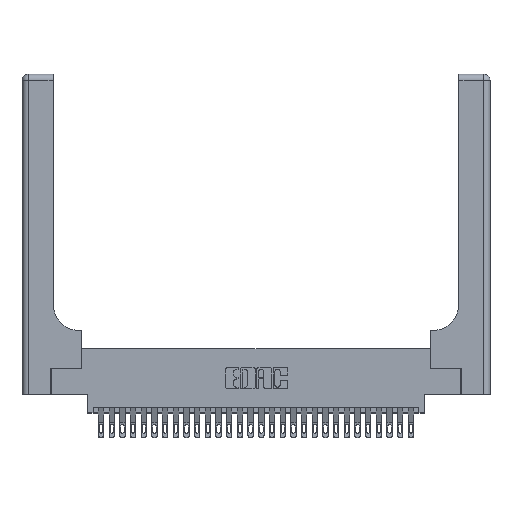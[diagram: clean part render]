
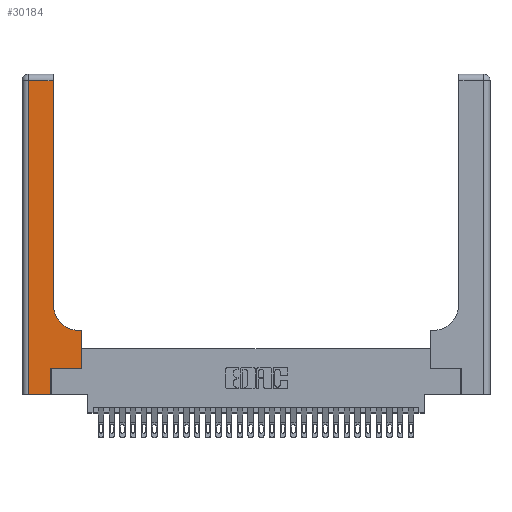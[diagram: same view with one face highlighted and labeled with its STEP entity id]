
A CAD part, top view. The second image highlights one B-rep face of the part: STEP entity #30184.
In plain terms, the highlighted planar face has unit normal (0, 0, 1).
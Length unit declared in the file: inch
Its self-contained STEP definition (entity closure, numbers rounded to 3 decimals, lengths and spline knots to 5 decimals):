
#696 = LINE ( 'NONE', #2858, #25321 ) ;
#756 = EDGE_CURVE ( 'NONE', #7828, #17949, #23765, .T. ) ;
#1366 = CARTESIAN_POINT ( 'NONE',  ( 0.269, 0., 0.37 ) ) ;
#1472 = VECTOR ( 'NONE', #29191, 39.37008 ) ;
#1789 = CARTESIAN_POINT ( 'NONE',  ( 0.5415, 0.6, 0.37 ) ) ;
#2138 = ORIENTED_EDGE ( 'NONE', *, *, #2922, .T. ) ;
#2532 = DIRECTION ( 'NONE',  ( 1., 0., 0. ) ) ;
#2858 = CARTESIAN_POINT ( 'NONE',  ( 0., 2.94, 0.37 ) ) ;
#2922 = EDGE_CURVE ( 'NONE', #12263, #7828, #9648, .T. ) ;
#3143 = VERTEX_POINT ( 'NONE', #24082 ) ;
#3200 = VECTOR ( 'NONE', #4537, 39.37008 ) ;
#3609 = EDGE_CURVE ( 'NONE', #12774, #12263, #22181, .T. ) ;
#4537 = DIRECTION ( 'NONE',  ( 0., 1., 0. ) ) ;
#4645 = LINE ( 'NONE', #1366, #10312 ) ;
#4958 = LINE ( 'NONE', #19697, #17613 ) ;
#5232 = DIRECTION ( 'NONE',  ( -1., 0., 0. ) ) ;
#5634 = VECTOR ( 'NONE', #22886, 39.37008 ) ;
#6337 = DIRECTION ( 'NONE',  ( 0., 1., 0. ) ) ;
#6777 = CARTESIAN_POINT ( 'NONE',  ( 0.5585, 0.6, 0.37 ) ) ;
#7251 = LINE ( 'NONE', #19736, #1472 ) ;
#7666 = FACE_OUTER_BOUND ( 'NONE', #10711, .T. ) ;
#7828 = VERTEX_POINT ( 'NONE', #1789 ) ;
#7837 = AXIS2_PLACEMENT_3D ( 'NONE', #8363, #24806, #10718 ) ;
#7985 = DIRECTION ( 'NONE',  ( 0., 1., 0. ) ) ;
#8042 = EDGE_CURVE ( 'NONE', #14835, #12774, #8796, .T. ) ;
#8210 = ORIENTED_EDGE ( 'NONE', *, *, #17898, .T. ) ;
#8221 = ORIENTED_EDGE ( 'NONE', *, *, #30399, .T. ) ;
#8363 = CARTESIAN_POINT ( 'NONE',  ( 0.5415, 0.85, 0.37 ) ) ;
#8796 = LINE ( 'NONE', #26318, #21306 ) ;
#8920 = VECTOR ( 'NONE', #11642, 39.37008 ) ;
#8976 = CARTESIAN_POINT ( 'NONE',  ( 0.2915, 0.85, 0.37 ) ) ;
#9648 = LINE ( 'NONE', #23363, #8920 ) ;
#9665 = CARTESIAN_POINT ( 'NONE',  ( 0., 3., 0.37 ) ) ;
#9763 = AXIS2_PLACEMENT_3D ( 'NONE', #9665, #26111, #12026 ) ;
#9884 = ORIENTED_EDGE ( 'NONE', *, *, #13961, .T. ) ;
#10312 = VECTOR ( 'NONE', #6337, 39.37008 ) ;
#10552 = ORIENTED_EDGE ( 'NONE', *, *, #8042, .T. ) ;
#10711 = EDGE_LOOP ( 'NONE', ( #9884, #12591, #8221, #8210, #22454, #10552, #13545, #2138, #23991 ) ) ;
#10718 = DIRECTION ( 'NONE',  ( 1., 0., 0. ) ) ;
#11642 = DIRECTION ( 'NONE',  ( -1., 0., 0. ) ) ;
#12026 = DIRECTION ( 'NONE',  ( -1., 0., 0. ) ) ;
#12263 = VERTEX_POINT ( 'NONE', #6777 ) ;
#12591 = ORIENTED_EDGE ( 'NONE', *, *, #21338, .T. ) ;
#12774 = VERTEX_POINT ( 'NONE', #27379 ) ;
#12810 = EDGE_CURVE ( 'NONE', #24107, #14835, #4645, .T. ) ;
#13545 = ORIENTED_EDGE ( 'NONE', *, *, #3609, .T. ) ;
#13961 = EDGE_CURVE ( 'NONE', #17949, #19304, #4958, .T. ) ;
#14835 = VERTEX_POINT ( 'NONE', #20535 ) ;
#15883 = CARTESIAN_POINT ( 'NONE',  ( 0., 0., 0.37 ) ) ;
#17440 = VERTEX_POINT ( 'NONE', #27809 ) ;
#17613 = VECTOR ( 'NONE', #7985, 39.37008 ) ;
#17898 = EDGE_CURVE ( 'NONE', #3143, #24107, #24508, .T. ) ;
#17949 = VERTEX_POINT ( 'NONE', #8976 ) ;
#19036 = PLANE ( 'NONE',  #9763 ) ;
#19304 = VERTEX_POINT ( 'NONE', #30089 ) ;
#19697 = CARTESIAN_POINT ( 'NONE',  ( 0.2915, 3., 0.37 ) ) ;
#19736 = CARTESIAN_POINT ( 'NONE',  ( 0.06, 3., 0.37 ) ) ;
#20535 = CARTESIAN_POINT ( 'NONE',  ( 0.269, 0.25, 0.37 ) ) ;
#21166 = CARTESIAN_POINT ( 'NONE',  ( 0.5585, 0.25, 0.37 ) ) ;
#21306 = VECTOR ( 'NONE', #2532, 39.37008 ) ;
#21338 = EDGE_CURVE ( 'NONE', #19304, #17440, #696, .T. ) ;
#22181 = LINE ( 'NONE', #21166, #3200 ) ;
#22454 = ORIENTED_EDGE ( 'NONE', *, *, #12810, .T. ) ;
#22546 = CARTESIAN_POINT ( 'NONE',  ( 0.269, 0., 0.37 ) ) ;
#22886 = DIRECTION ( 'NONE',  ( 1., 0., 0. ) ) ;
#23363 = CARTESIAN_POINT ( 'NONE',  ( 0.2915, 0.6, 0.37 ) ) ;
#23765 = CIRCLE ( 'NONE', #7837, 0.25 ) ;
#23991 = ORIENTED_EDGE ( 'NONE', *, *, #756, .T. ) ;
#24082 = CARTESIAN_POINT ( 'NONE',  ( 0.06, 0., 0.37 ) ) ;
#24107 = VERTEX_POINT ( 'NONE', #22546 ) ;
#24508 = LINE ( 'NONE', #15883, #5634 ) ;
#24806 = DIRECTION ( 'NONE',  ( 0., 0., -1. ) ) ;
#25321 = VECTOR ( 'NONE', #5232, 39.37008 ) ;
#26111 = DIRECTION ( 'NONE',  ( 0., 0., -1. ) ) ;
#26318 = CARTESIAN_POINT ( 'NONE',  ( 0.269, 0.25, 0.37 ) ) ;
#27379 = CARTESIAN_POINT ( 'NONE',  ( 0.5585, 0.25, 0.37 ) ) ;
#27809 = CARTESIAN_POINT ( 'NONE',  ( 0.06, 2.94, 0.37 ) ) ;
#29191 = DIRECTION ( 'NONE',  ( 0., -1., 0. ) ) ;
#30089 = CARTESIAN_POINT ( 'NONE',  ( 0.2915, 2.94, 0.37 ) ) ;
#30184 = ADVANCED_FACE ( 'NONE', ( #7666 ), #19036, .F. ) ;
#30399 = EDGE_CURVE ( 'NONE', #17440, #3143, #7251, .T. ) ;
